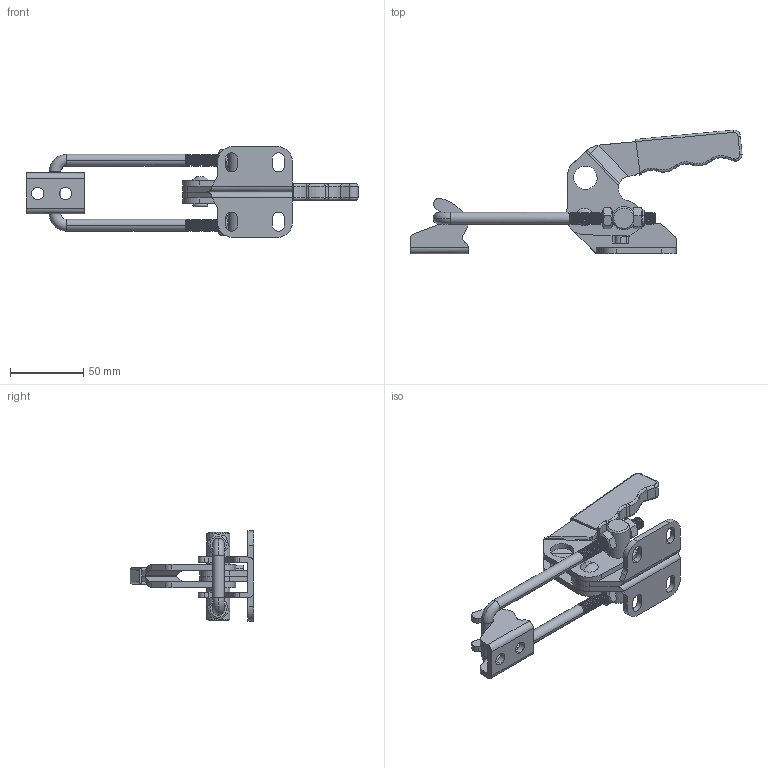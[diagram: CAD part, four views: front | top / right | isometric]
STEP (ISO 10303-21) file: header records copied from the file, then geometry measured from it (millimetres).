
FILE_DESCRIPTION (( 'STEP AP203' ), '1' );
FILE_NAME ('CH-40870.STEP', '2010-06-07T12:10:55', ( '微软用户' ), ( '微软中国' ), 'SwSTEP 2.0', 'SolidWorks 2008', '' );
FILE_SCHEMA (( 'CONFIG_CONTROL_DESIGN' ));
Length unit declared in the file: millimetre
Products named in the file (9): 40870-01_默认; M8_默认; M8防松_默认; CH-40870; 40870-03_默认; 40870-06_默认; 40870-05_默认; 40870-02_默认; 40870-04_默认
Assembly tree (10 placements, depth 2):
  CH-40870
    40870-04_默认
    M8_默认  x2
    M8防松_默认  x2
    40870-03_默认
    40870-01_默认
    40870-02_默认
    40870-06_默认
    40870-05_默认
Bounding box: 227.01 x 84.51 x 62 mm (x, y, z)
Volume: 94173.7 mm3; surface area: 64792.2 mm2
Topology: 15 solids, 15 shells, 973 faces, 2656 edges, 1739 vertices
Faces by surface type: cylinder 412, plane 316, bspline 190, torus 28, cone 27
Entity records: 46693 total; most frequent: CARTESIAN_POINT 24821, ORIENTED_EDGE 4994, DIRECTION 3511, EDGE_CURVE 2497, VERTEX_POINT 1637, VECTOR 1243, LINE 1243, AXIS2_PLACEMENT_3D 1134
